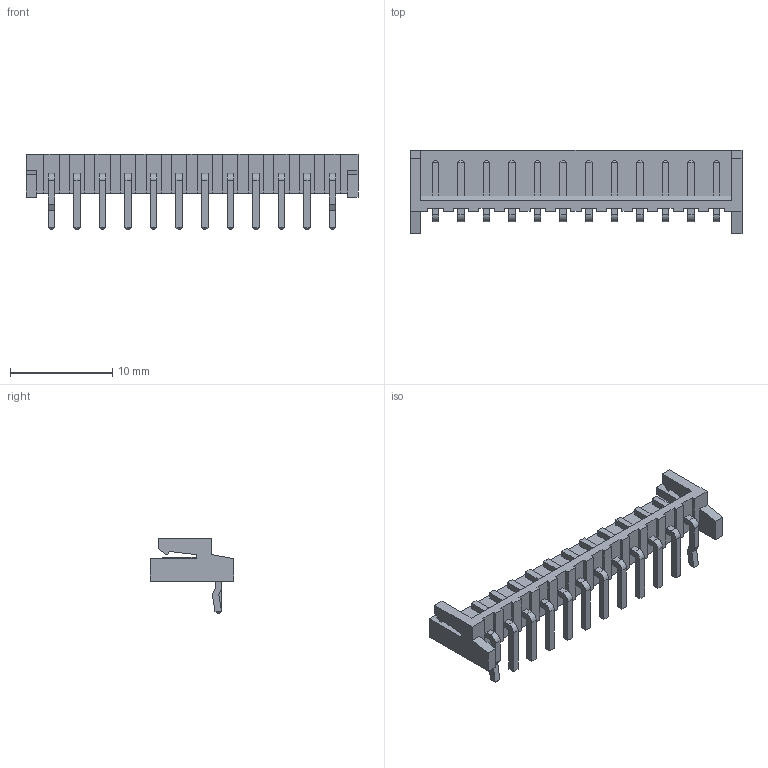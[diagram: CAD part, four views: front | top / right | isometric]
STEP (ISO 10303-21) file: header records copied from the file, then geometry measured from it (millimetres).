
FILE_DESCRIPTION(/* description */ ('model of JST_EH_S12B-EH_12x2.50mm_Angled.'),/* implementation_level */ FILE_NAME(/* name */ 'JST_EH_S12B-EH_12x2.50mm_Angled..stp',/* time_stamp */ '2017-02-27T14:43:08',/* author */ ('Rene Poeschl',''),/* organization */ (''),/* preprocessor_version */ '',/* originating_system */ '',/* authorisation */ '');
FILE_NAME(/* name */ 'JST_EH_S12B-EH_12x2.50mm_Angled..stp',/* time_stamp */ '2017-02-27T14:43:08',/* author */ ('Rene Poeschl',''),/* organization */ (''),/* preprocessor_version */ '',/* originating_system */ '',/* authorisation */ '');
FILE_SCHEMA(('AUTOMOTIVE_DESIGN_CC2 { 1 2 10303 214 -1 1 5 4 }'));
Length unit declared in the file: millimetre
Products named in the file (1): S12B_EH_A
Bounding box: 32.5 x 8.2 x 7.4 mm (x, y, z)
Volume: 297.4 mm3; surface area: 1057.5 mm2
Topology: 1 solids, 1 shells, 358 faces, 960 edges, 628 vertices
Faces by surface type: plane 334, cylinder 24
Entity records: 25871 total; most frequent: CARTESIAN_POINT 4371, DIRECTION 3382, LINE 2568, VECTOR 2568, ORIENTED_EDGE 1920, PCURVE 1920, DEFINITIONAL_REPRESENTATION 1920, EDGE_CURVE 960
